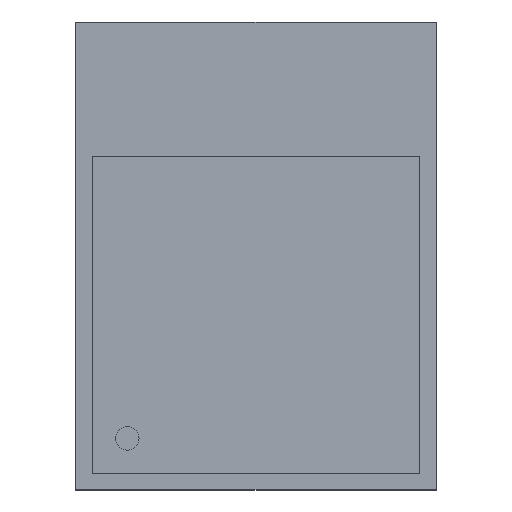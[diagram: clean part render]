
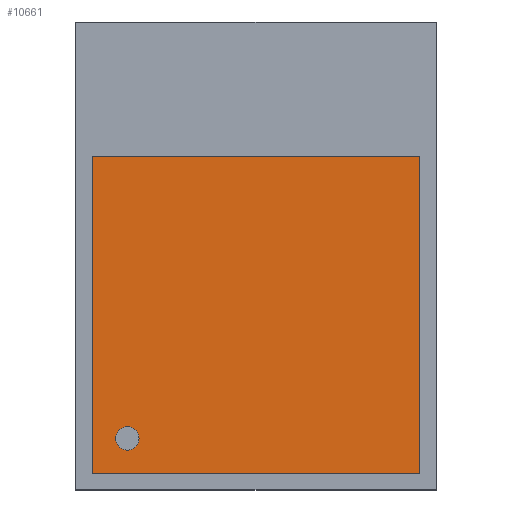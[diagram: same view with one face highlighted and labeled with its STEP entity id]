
A CAD part, top view. The second image highlights one B-rep face of the part: STEP entity #10661.
In plain terms, the highlighted planar face has unit normal (0, 0, 1).
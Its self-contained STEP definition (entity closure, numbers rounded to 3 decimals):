
#9694 = VERTEX_POINT('',#9695);
#9695 = CARTESIAN_POINT('',(-7.,-9.45,2.4));
#9701 = EDGE_CURVE('',#9694,#9702,#9704,.T.);
#9702 = VERTEX_POINT('',#9703);
#9703 = CARTESIAN_POINT('',(7.,-9.45,2.4));
#9704 = LINE('',#9705,#9706);
#9705 = CARTESIAN_POINT('',(-7.,-9.45,2.4));
#9706 = VECTOR('',#9707,1.);
#9707 = DIRECTION('',(1.,0.,0.));
#9725 = EDGE_CURVE('',#9702,#9726,#9728,.T.);
#9726 = VERTEX_POINT('',#9727);
#9727 = CARTESIAN_POINT('',(7.,4.1,2.4));
#9728 = LINE('',#9729,#9730);
#9729 = CARTESIAN_POINT('',(7.,-9.45,2.4));
#9730 = VECTOR('',#9731,1.);
#9731 = DIRECTION('',(0.,1.,0.));
#9749 = EDGE_CURVE('',#9726,#9750,#9752,.T.);
#9750 = VERTEX_POINT('',#9751);
#9751 = CARTESIAN_POINT('',(-7.,4.1,2.4));
#9752 = LINE('',#9753,#9754);
#9753 = CARTESIAN_POINT('',(7.,4.1,2.4));
#9754 = VECTOR('',#9755,1.);
#9755 = DIRECTION('',(-1.,0.,0.));
#9773 = EDGE_CURVE('',#9750,#9694,#9774,.T.);
#9774 = LINE('',#9775,#9776);
#9775 = CARTESIAN_POINT('',(-7.,4.1,2.4));
#9776 = VECTOR('',#9777,1.);
#9777 = DIRECTION('',(0.,-1.,0.));
#10661 = ADVANCED_FACE('',(#10662,#10668),#10679,.T.);
#10662 = FACE_BOUND('',#10663,.T.);
#10663 = EDGE_LOOP('',(#10664,#10665,#10666,#10667));
#10664 = ORIENTED_EDGE('',*,*,#9701,.T.);
#10665 = ORIENTED_EDGE('',*,*,#9725,.T.);
#10666 = ORIENTED_EDGE('',*,*,#9749,.T.);
#10667 = ORIENTED_EDGE('',*,*,#9773,.T.);
#10668 = FACE_BOUND('',#10669,.T.);
#10669 = EDGE_LOOP('',(#10670));
#10670 = ORIENTED_EDGE('',*,*,#10671,.F.);
#10671 = EDGE_CURVE('',#10672,#10672,#10674,.T.);
#10672 = VERTEX_POINT('',#10673);
#10673 = CARTESIAN_POINT('',(-5.,-7.95,2.4));
#10674 = CIRCLE('',#10675,0.5);
#10675 = AXIS2_PLACEMENT_3D('',#10676,#10677,#10678);
#10676 = CARTESIAN_POINT('',(-5.5,-7.95,2.4));
#10677 = DIRECTION('',(0.,0.,1.));
#10678 = DIRECTION('',(1.,0.,0.));
#10679 = PLANE('',#10680);
#10680 = AXIS2_PLACEMENT_3D('',#10681,#10682,#10683);
#10681 = CARTESIAN_POINT('',(0.,-2.675,2.4));
#10682 = DIRECTION('',(0.,0.,1.));
#10683 = DIRECTION('',(0.,1.,0.));
